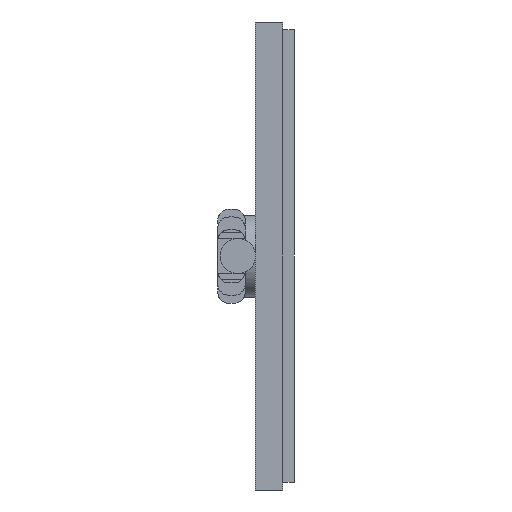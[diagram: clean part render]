
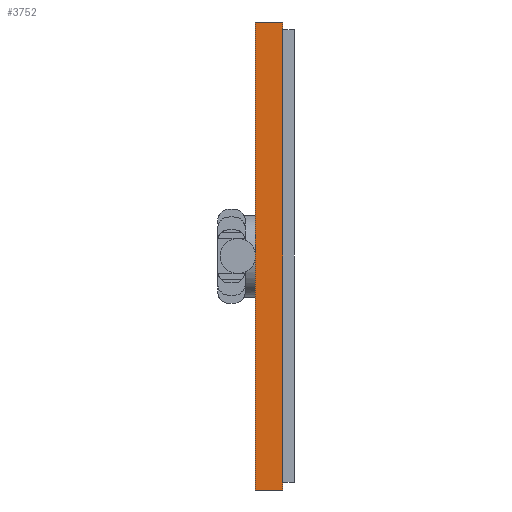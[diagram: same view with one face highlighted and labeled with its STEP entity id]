
A CAD part, left-side view. The second image highlights one B-rep face of the part: STEP entity #3752.
In plain terms, the highlighted planar face has unit normal (-1, 0, 0).
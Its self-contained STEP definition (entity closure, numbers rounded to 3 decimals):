
#19 = CARTESIAN_POINT ( 'NONE',  ( -98.4, -0.864, -7.45 ) ) ;
#241 = DIRECTION ( 'NONE',  ( 0., 1., 0. ) ) ;
#309 = ORIENTED_EDGE ( 'NONE', *, *, #4096, .T. ) ;
#532 = DIRECTION ( 'NONE',  ( -1., 0., 0. ) ) ;
#603 = CARTESIAN_POINT ( 'NONE',  ( -98.4, -0.864, -7.45 ) ) ;
#668 = VERTEX_POINT ( 'NONE', #2672 ) ;
#823 = CARTESIAN_POINT ( 'NONE',  ( -98.4, -0.864, 7.45 ) ) ;
#1506 = VECTOR ( 'NONE', #241, 1000. ) ;
#1556 = AXIS2_PLACEMENT_3D ( 'NONE', #19, #532, #5489 ) ;
#1963 = FACE_OUTER_BOUND ( 'NONE', #2777, .T. ) ;
#2152 = VECTOR ( 'NONE', #4775, 1000. ) ;
#2332 = CARTESIAN_POINT ( 'NONE',  ( -98.4, 0., -7.45 ) ) ;
#2380 = LINE ( 'NONE', #603, #6134 ) ;
#2390 = VERTEX_POINT ( 'NONE', #3845 ) ;
#2413 = VERTEX_POINT ( 'NONE', #2332 ) ;
#2433 = LINE ( 'NONE', #4618, #2737 ) ;
#2436 = ORIENTED_EDGE ( 'NONE', *, *, #2662, .T. ) ;
#2525 = ORIENTED_EDGE ( 'NONE', *, *, #3944, .F. ) ;
#2615 = LINE ( 'NONE', #823, #2152 ) ;
#2662 = EDGE_CURVE ( 'NONE', #4606, #2390, #2380, .T. ) ;
#2663 = CARTESIAN_POINT ( 'NONE',  ( -98.4, -0.864, -7.45 ) ) ;
#2672 = CARTESIAN_POINT ( 'NONE',  ( -98.4, 0., 7.45 ) ) ;
#2737 = VECTOR ( 'NONE', #4635, 1000. ) ;
#2777 = EDGE_LOOP ( 'NONE', ( #2525, #3997, #2436, #309 ) ) ;
#2926 = EDGE_CURVE ( 'NONE', #4606, #2413, #4468, .T. ) ;
#3752 = ADVANCED_FACE ( 'NONE', ( #1963 ), #3928, .T. ) ;
#3845 = CARTESIAN_POINT ( 'NONE',  ( -98.4, -0.864, 7.45 ) ) ;
#3928 = PLANE ( 'NONE',  #1556 ) ;
#3944 = EDGE_CURVE ( 'NONE', #2413, #668, #2433, .T. ) ;
#3997 = ORIENTED_EDGE ( 'NONE', *, *, #2926, .F. ) ;
#4096 = EDGE_CURVE ( 'NONE', #2390, #668, #2615, .T. ) ;
#4468 = LINE ( 'NONE', #4652, #1506 ) ;
#4606 = VERTEX_POINT ( 'NONE', #2663 ) ;
#4618 = CARTESIAN_POINT ( 'NONE',  ( -98.4, 0., -7.45 ) ) ;
#4635 = DIRECTION ( 'NONE',  ( 0., 0., 1. ) ) ;
#4652 = CARTESIAN_POINT ( 'NONE',  ( -98.4, -0.864, -7.45 ) ) ;
#4775 = DIRECTION ( 'NONE',  ( 0., 1., 0. ) ) ;
#5489 = DIRECTION ( 'NONE',  ( 0., 0., 1. ) ) ;
#5495 = DIRECTION ( 'NONE',  ( 0., 0., 1. ) ) ;
#6134 = VECTOR ( 'NONE', #5495, 1000. ) ;
